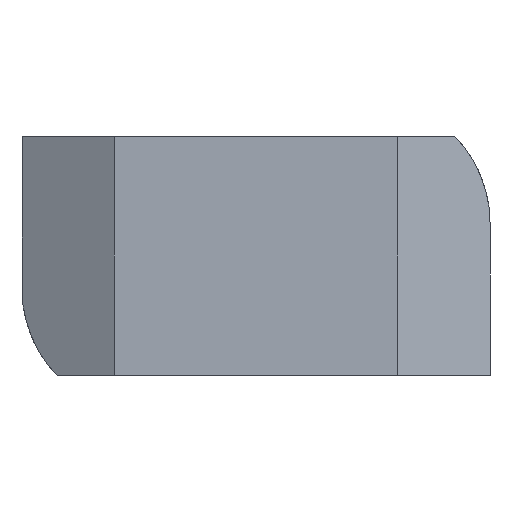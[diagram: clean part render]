
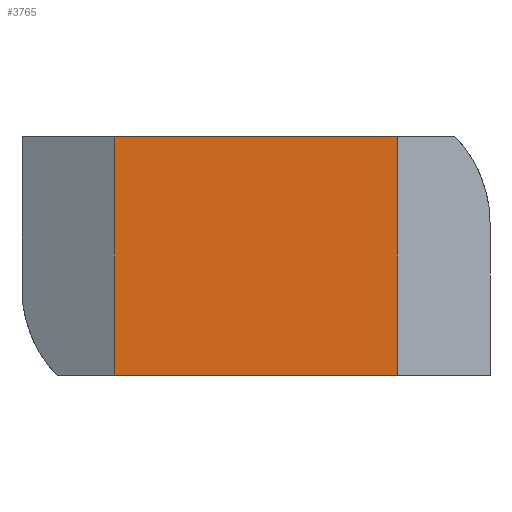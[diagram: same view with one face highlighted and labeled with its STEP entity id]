
A CAD part, front view. The second image highlights one B-rep face of the part: STEP entity #3765.
In plain terms, the highlighted planar face has unit normal (0, -1, 0).
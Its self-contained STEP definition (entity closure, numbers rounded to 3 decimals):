
#310 = FACE_OUTER_BOUND ( 'NONE', #4372, .T. ) ;
#361 = VECTOR ( 'NONE', #471, 1000. ) ;
#471 = DIRECTION ( 'NONE',  ( 1., 0., 0. ) ) ;
#491 = VERTEX_POINT ( 'NONE', #1954 ) ;
#600 = EDGE_CURVE ( 'NONE', #3061, #491, #791, .T. ) ;
#791 = LINE ( 'NONE', #2641, #5332 ) ;
#873 = LINE ( 'NONE', #3071, #3150 ) ;
#927 = ORIENTED_EDGE ( 'NONE', *, *, #6371, .F. ) ;
#1103 = VECTOR ( 'NONE', #4330, 1000. ) ;
#1562 = CARTESIAN_POINT ( 'NONE',  ( 5.75, 0., -9.7 ) ) ;
#1804 = AXIS2_PLACEMENT_3D ( 'NONE', #1562, #5559, #2398 ) ;
#1954 = CARTESIAN_POINT ( 'NONE',  ( 5.75, 0., 0. ) ) ;
#2152 = EDGE_CURVE ( 'NONE', #5385, #491, #873, .T. ) ;
#2398 = DIRECTION ( 'NONE',  ( 1., 0., 0. ) ) ;
#2411 = ORIENTED_EDGE ( 'NONE', *, *, #600, .T. ) ;
#2641 = CARTESIAN_POINT ( 'NONE',  ( 5.75, 0., -9.7 ) ) ;
#3061 = VERTEX_POINT ( 'NONE', #5713 ) ;
#3071 = CARTESIAN_POINT ( 'NONE',  ( 5.75, 0., 0. ) ) ;
#3150 = VECTOR ( 'NONE', #6917, 1000. ) ;
#3309 = DIRECTION ( 'NONE',  ( 0., 0., 1. ) ) ;
#3748 = CARTESIAN_POINT ( 'NONE',  ( -5.75, 0., -9.7 ) ) ;
#3765 = ADVANCED_FACE ( 'NONE', ( #310 ), #7463, .T. ) ;
#4084 = ORIENTED_EDGE ( 'NONE', *, *, #6779, .T. ) ;
#4119 = CARTESIAN_POINT ( 'NONE',  ( -5.75, 0., 0. ) ) ;
#4330 = DIRECTION ( 'NONE',  ( 0., 0., 1. ) ) ;
#4372 = EDGE_LOOP ( 'NONE', ( #5565, #927, #4084, #2411 ) ) ;
#5332 = VECTOR ( 'NONE', #3309, 1000. ) ;
#5385 = VERTEX_POINT ( 'NONE', #4119 ) ;
#5559 = DIRECTION ( 'NONE',  ( 0., -1., 0. ) ) ;
#5565 = ORIENTED_EDGE ( 'NONE', *, *, #2152, .F. ) ;
#5603 = VERTEX_POINT ( 'NONE', #3748 ) ;
#5713 = CARTESIAN_POINT ( 'NONE',  ( 5.75, 0., -9.7 ) ) ;
#5940 = LINE ( 'NONE', #6298, #1103 ) ;
#5983 = LINE ( 'NONE', #6856, #361 ) ;
#6298 = CARTESIAN_POINT ( 'NONE',  ( -5.75, 0., -9.7 ) ) ;
#6371 = EDGE_CURVE ( 'NONE', #5603, #5385, #5940, .T. ) ;
#6779 = EDGE_CURVE ( 'NONE', #5603, #3061, #5983, .T. ) ;
#6856 = CARTESIAN_POINT ( 'NONE',  ( 5.75, 0., -9.7 ) ) ;
#6917 = DIRECTION ( 'NONE',  ( 1., 0., 0. ) ) ;
#7463 = PLANE ( 'NONE',  #1804 ) ;
